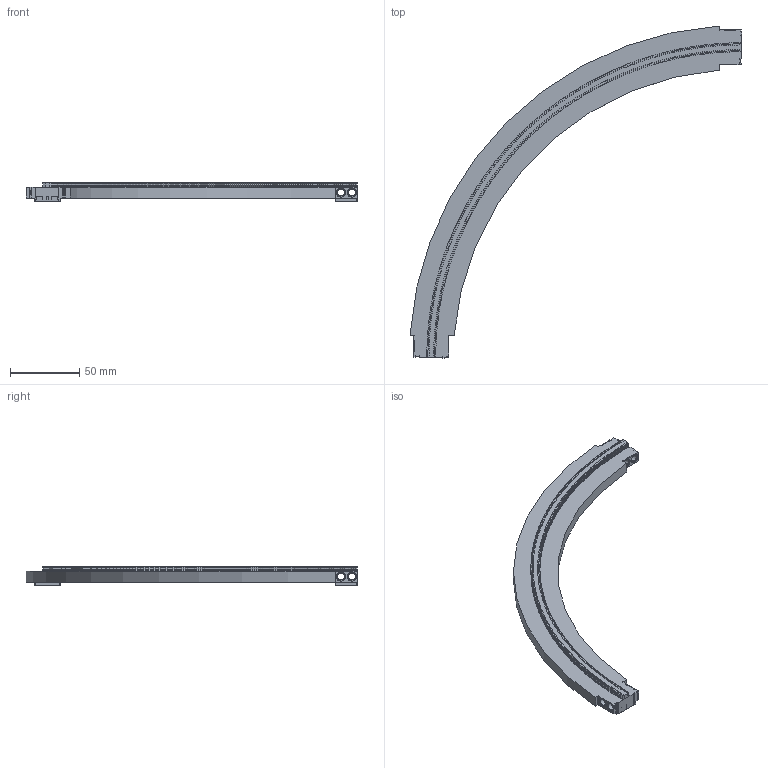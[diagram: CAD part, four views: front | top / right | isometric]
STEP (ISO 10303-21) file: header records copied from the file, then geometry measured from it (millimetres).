
FILE_DESCRIPTION(('Open CASCADE Model'),'2;1');
FILE_NAME('Open CASCADE Shape Model','2025-01-19T19:00:38',('Author'),( 'Open CASCADE'),'Open CASCADE STEP processor 7.7','Open CASCADE 7.7' ,'Unknown');
FILE_SCHEMA(('AUTOMOTIVE_DESIGN { 1 0 10303 214 1 1 1 1 }'));
Length unit declared in the file: millimetre
Products named in the file (1): Open CASCADE STEP translator 7.7 57
Bounding box: 239.77 x 239.77 x 13.2 mm (x, y, z)
Volume: 89051.9 mm3; surface area: 35948.5 mm2
Topology: 1 solids, 1 shells, 2440 faces, 7258 edges, 4832 vertices
Faces by surface type: plane 1960, cylinder 480
Full cylindrical faces by diameter (mm): 5 x8, 6.6 x8
Entity records: 176814 total; most frequent: CARTESIAN_POINT 31903, DIRECTION 27148, LINE 19838, VECTOR 19838, ORIENTED_EDGE 14516, PCURVE 14516, DEFINITIONAL_REPRESENTATION 14516, EDGE_CURVE 7258
